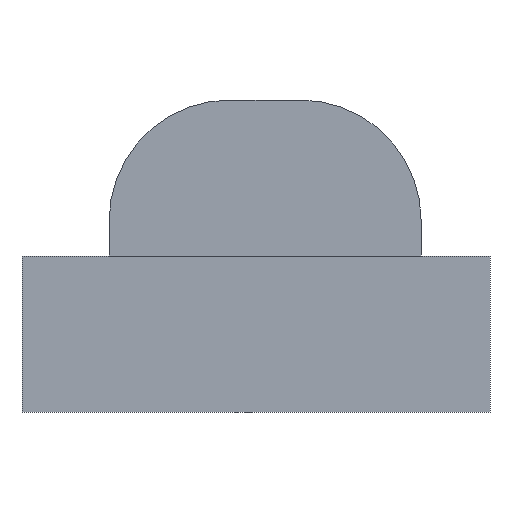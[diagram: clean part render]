
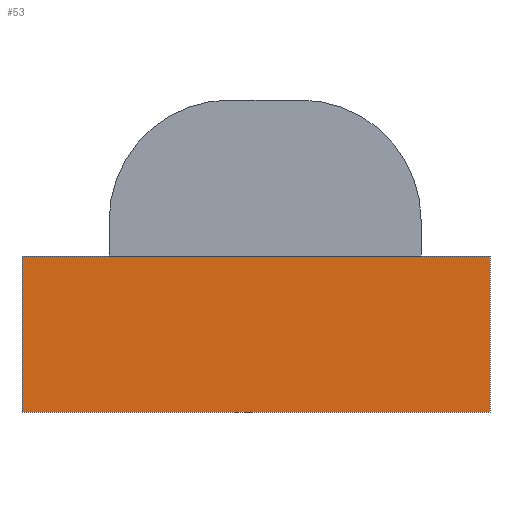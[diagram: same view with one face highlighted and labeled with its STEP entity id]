
A CAD part, front view. The second image highlights one B-rep face of the part: STEP entity #53.
In plain terms, the highlighted planar face has unit normal (0, -1, 0).
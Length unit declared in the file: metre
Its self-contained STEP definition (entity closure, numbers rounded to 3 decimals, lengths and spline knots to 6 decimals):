
#53 = ADVANCED_FACE( '', ( #107 ), #108, .T. );
#107 = FACE_OUTER_BOUND( '', #161, .T. );
#108 = PLANE( '', #162 );
#161 = EDGE_LOOP( '', ( #229, #230, #231, #232 ) );
#162 = AXIS2_PLACEMENT_3D( '', #233, #234, #235 );
#229 = ORIENTED_EDGE( '', *, *, #306, .F. );
#230 = ORIENTED_EDGE( '', *, *, #322, .F. );
#231 = ORIENTED_EDGE( '', *, *, #327, .T. );
#232 = ORIENTED_EDGE( '', *, *, #328, .T. );
#233 = CARTESIAN_POINT( '', ( 0., -0.0005, 0.001 ) );
#234 = DIRECTION( '', ( 0., -1., 0. ) );
#235 = DIRECTION( '', ( 0., 0., -1. ) );
#306 = EDGE_CURVE( '', #350, #352, #353, .T. );
#322 = EDGE_CURVE( '', #378, #350, #380, .T. );
#327 = EDGE_CURVE( '', #378, #386, #387, .T. );
#328 = EDGE_CURVE( '', #386, #352, #388, .T. );
#350 = VERTEX_POINT( '', #414 );
#352 = VERTEX_POINT( '', #417 );
#353 = LINE( '', #418, #419 );
#378 = VERTEX_POINT( '', #453 );
#380 = LINE( '', #456, #457 );
#386 = VERTEX_POINT( '', #465 );
#387 = LINE( '', #466, #467 );
#388 = LINE( '', #468, #469 );
#414 = CARTESIAN_POINT( '', ( 0.0015, -0.0005, 0. ) );
#417 = CARTESIAN_POINT( '', ( -0.0015, -0.0005, 0. ) );
#418 = CARTESIAN_POINT( '', ( 0., -0.0005, 0. ) );
#419 = VECTOR( '', #503, 1. );
#453 = CARTESIAN_POINT( '', ( 0.0015, -0.0005, 0.001 ) );
#456 = CARTESIAN_POINT( '', ( 0.0015, -0.0005, 0.001 ) );
#457 = VECTOR( '', #520, 1. );
#465 = CARTESIAN_POINT( '', ( -0.0015, -0.0005, 0.001 ) );
#466 = CARTESIAN_POINT( '', ( 0., -0.0005, 0.001 ) );
#467 = VECTOR( '', #523, 1. );
#468 = CARTESIAN_POINT( '', ( -0.0015, -0.0005, 0.001 ) );
#469 = VECTOR( '', #524, 1. );
#503 = DIRECTION( '', ( -1., 0., 0. ) );
#520 = DIRECTION( '', ( 0., 0., -1. ) );
#523 = DIRECTION( '', ( -1., 0., 0. ) );
#524 = DIRECTION( '', ( 0., 0., -1. ) );
